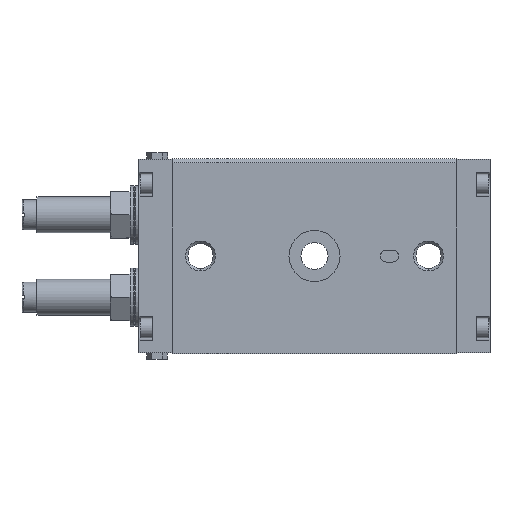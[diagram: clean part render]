
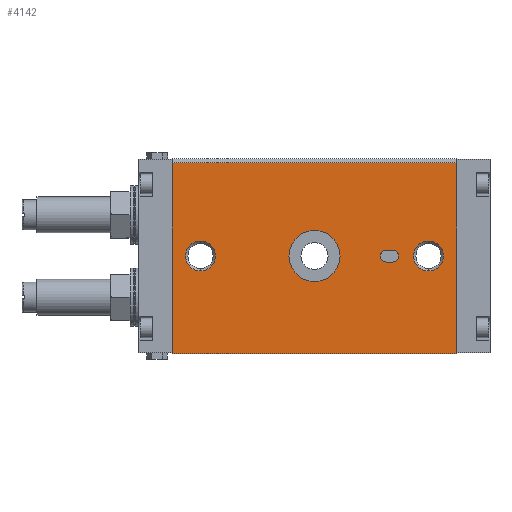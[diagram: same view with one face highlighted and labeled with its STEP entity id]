
A CAD part, front view. The second image highlights one B-rep face of the part: STEP entity #4142.
In plain terms, the highlighted planar face has unit normal (0, -1, 0).
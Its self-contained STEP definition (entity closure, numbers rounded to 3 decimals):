
#84 = CARTESIAN_POINT ( 'NONE',  ( 24., 0., -2. ) ) ;
#119 = CARTESIAN_POINT ( 'NONE',  ( 38., 0., -5. ) ) ;
#165 = EDGE_CURVE ( 'NONE', #379, #10623, #1368, .T. ) ;
#188 = EDGE_CURVE ( 'NONE', #9000, #5095, #3546, .T. ) ;
#224 = EDGE_LOOP ( 'NONE', ( #3737, #12993, #3475, #10564 ) ) ;
#341 = VECTOR ( 'NONE', #7157, 1000. ) ;
#379 = VERTEX_POINT ( 'NONE', #6440 ) ;
#539 = VECTOR ( 'NONE', #10726, 1000. ) ;
#640 = CARTESIAN_POINT ( 'NONE',  ( -38., 0., 0. ) ) ;
#841 = CIRCLE ( 'NONE', #2116, 2. ) ;
#1001 = CARTESIAN_POINT ( 'NONE',  ( 0., 0., 0. ) ) ;
#1136 = CARTESIAN_POINT ( 'NONE',  ( 47.5, 0., 31.086 ) ) ;
#1368 = LINE ( 'NONE', #10578, #4217 ) ;
#1412 = VERTEX_POINT ( 'NONE', #10182 ) ;
#1515 = DIRECTION ( 'NONE',  ( -1., 0., 0. ) ) ;
#1683 = FACE_BOUND ( 'NONE', #7411, .T. ) ;
#1733 = DIRECTION ( 'NONE',  ( 0., 0., 1. ) ) ;
#2081 = DIRECTION ( 'NONE',  ( 0., 0., -1. ) ) ;
#2094 = DIRECTION ( 'NONE',  ( 0., -1., 0. ) ) ;
#2116 = AXIS2_PLACEMENT_3D ( 'NONE', #11509, #5077, #12578 ) ;
#2138 = CIRCLE ( 'NONE', #2702, 2. ) ;
#2208 = DIRECTION ( 'NONE',  ( 0., 1., 0. ) ) ;
#2324 = EDGE_CURVE ( 'NONE', #12745, #1412, #8905, .T. ) ;
#2327 = AXIS2_PLACEMENT_3D ( 'NONE', #8626, #2208, #9696 ) ;
#2345 = EDGE_CURVE ( 'NONE', #1412, #10623, #11418, .T. ) ;
#2348 = ORIENTED_EDGE ( 'NONE', *, *, #2324, .F. ) ;
#2463 = EDGE_CURVE ( 'NONE', #13033, #3168, #841, .T. ) ;
#2572 = EDGE_CURVE ( 'NONE', #5095, #9000, #7726, .T. ) ;
#2665 = AXIS2_PLACEMENT_3D ( 'NONE', #9337, #2913, #10416 ) ;
#2693 = FACE_BOUND ( 'NONE', #224, .T. ) ;
#2702 = AXIS2_PLACEMENT_3D ( 'NONE', #9554, #3131, #10627 ) ;
#2897 = EDGE_LOOP ( 'NONE', ( #10977, #10966 ) ) ;
#2913 = DIRECTION ( 'NONE',  ( 0., 1., 0. ) ) ;
#3031 = ORIENTED_EDGE ( 'NONE', *, *, #165, .T. ) ;
#3131 = DIRECTION ( 'NONE',  ( 0., -1., 0. ) ) ;
#3168 = VERTEX_POINT ( 'NONE', #7859 ) ;
#3252 = LINE ( 'NONE', #4702, #11479 ) ;
#3294 = DIRECTION ( 'NONE',  ( 0., 0., 1. ) ) ;
#3475 = ORIENTED_EDGE ( 'NONE', *, *, #12718, .F. ) ;
#3546 = CIRCLE ( 'NONE', #12404, 8.5 ) ;
#3737 = ORIENTED_EDGE ( 'NONE', *, *, #5541, .F. ) ;
#3836 = EDGE_CURVE ( 'NONE', #12647, #4755, #13251, .T. ) ;
#3906 = ORIENTED_EDGE ( 'NONE', *, *, #2345, .F. ) ;
#4142 = ADVANCED_FACE ( 'NONE', ( #1683, #9919, #12761, #2693, #4197 ), #9725, .F. ) ;
#4197 = FACE_OUTER_BOUND ( 'NONE', #13294, .T. ) ;
#4217 = VECTOR ( 'NONE', #5238, 1000. ) ;
#4255 = VECTOR ( 'NONE', #6530, 1000. ) ;
#4564 = DIRECTION ( 'NONE',  ( 0., 0., 1. ) ) ;
#4606 = CARTESIAN_POINT ( 'NONE',  ( 24., 0., 2. ) ) ;
#4702 = CARTESIAN_POINT ( 'NONE',  ( 26., 0., 2. ) ) ;
#4755 = VERTEX_POINT ( 'NONE', #119 ) ;
#4982 = CARTESIAN_POINT ( 'NONE',  ( 0., 0., -8.5 ) ) ;
#5077 = DIRECTION ( 'NONE',  ( 0., -1., 0. ) ) ;
#5095 = VERTEX_POINT ( 'NONE', #4982 ) ;
#5178 = CIRCLE ( 'NONE', #9531, 5. ) ;
#5238 = DIRECTION ( 'NONE',  ( -1., 0., 0. ) ) ;
#5287 = AXIS2_PLACEMENT_3D ( 'NONE', #1136, #6504, #3294 ) ;
#5351 = CARTESIAN_POINT ( 'NONE',  ( -38., 0., -5. ) ) ;
#5486 = VERTEX_POINT ( 'NONE', #5351 ) ;
#5541 = EDGE_CURVE ( 'NONE', #9817, #13033, #9976, .T. ) ;
#5919 = CARTESIAN_POINT ( 'NONE',  ( 38., 0., 0. ) ) ;
#6101 = ORIENTED_EDGE ( 'NONE', *, *, #6886, .F. ) ;
#6269 = LINE ( 'NONE', #9658, #539 ) ;
#6336 = VERTEX_POINT ( 'NONE', #13255 ) ;
#6430 = CIRCLE ( 'NONE', #8416, 5. ) ;
#6440 = CARTESIAN_POINT ( 'NONE',  ( 47.5, 0., 31.086 ) ) ;
#6504 = DIRECTION ( 'NONE',  ( 0., 1., 0. ) ) ;
#6530 = DIRECTION ( 'NONE',  ( 1., 0., 0. ) ) ;
#6641 = EDGE_LOOP ( 'NONE', ( #6744, #8342 ) ) ;
#6744 = ORIENTED_EDGE ( 'NONE', *, *, #2572, .F. ) ;
#6886 = EDGE_CURVE ( 'NONE', #379, #12745, #6269, .T. ) ;
#7030 = EDGE_CURVE ( 'NONE', #4755, #12647, #6430, .T. ) ;
#7157 = DIRECTION ( 'NONE',  ( -1., 0., 0. ) ) ;
#7411 = EDGE_LOOP ( 'NONE', ( #11904, #7807 ) ) ;
#7726 = CIRCLE ( 'NONE', #11455, 8.5 ) ;
#7807 = ORIENTED_EDGE ( 'NONE', *, *, #3836, .T. ) ;
#7859 = CARTESIAN_POINT ( 'NONE',  ( 26., 0., 2. ) ) ;
#8157 = DIRECTION ( 'NONE',  ( 0., 1., 0. ) ) ;
#8217 = DIRECTION ( 'NONE',  ( 0., 0., 1. ) ) ;
#8342 = ORIENTED_EDGE ( 'NONE', *, *, #188, .F. ) ;
#8416 = AXIS2_PLACEMENT_3D ( 'NONE', #5919, #10993, #4564 ) ;
#8506 = DIRECTION ( 'NONE',  ( 0., -1., 0. ) ) ;
#8519 = CARTESIAN_POINT ( 'NONE',  ( 0., 0., 0. ) ) ;
#8626 = CARTESIAN_POINT ( 'NONE',  ( -38., 0., 0. ) ) ;
#8905 = LINE ( 'NONE', #13527, #341 ) ;
#9000 = VERTEX_POINT ( 'NONE', #9983 ) ;
#9295 = CARTESIAN_POINT ( 'NONE',  ( -47.5, 0., -32.25 ) ) ;
#9337 = CARTESIAN_POINT ( 'NONE',  ( 38., 0., 0. ) ) ;
#9531 = AXIS2_PLACEMENT_3D ( 'NONE', #640, #8157, #1733 ) ;
#9554 = CARTESIAN_POINT ( 'NONE',  ( 24., 0., 0. ) ) ;
#9594 = DIRECTION ( 'NONE',  ( 0., 0., -1. ) ) ;
#9658 = CARTESIAN_POINT ( 'NONE',  ( 47.5, 0., 31.086 ) ) ;
#9696 = DIRECTION ( 'NONE',  ( 0., 0., 1. ) ) ;
#9725 = PLANE ( 'NONE',  #5287 ) ;
#9817 = VERTEX_POINT ( 'NONE', #13575 ) ;
#9836 = CARTESIAN_POINT ( 'NONE',  ( -47.5, 0., 31.086 ) ) ;
#9919 = FACE_BOUND ( 'NONE', #2897, .T. ) ;
#9976 = LINE ( 'NONE', #84, #4255 ) ;
#9983 = CARTESIAN_POINT ( 'NONE',  ( 0., 0., 8.5 ) ) ;
#10037 = EDGE_CURVE ( 'NONE', #5486, #6336, #10688, .T. ) ;
#10182 = CARTESIAN_POINT ( 'NONE',  ( -47.5, 0., -32.5 ) ) ;
#10416 = DIRECTION ( 'NONE',  ( 0., 0., 1. ) ) ;
#10476 = EDGE_CURVE ( 'NONE', #12645, #9817, #2138, .T. ) ;
#10564 = ORIENTED_EDGE ( 'NONE', *, *, #2463, .F. ) ;
#10578 = CARTESIAN_POINT ( 'NONE',  ( 47.5, 0., 31.086 ) ) ;
#10623 = VERTEX_POINT ( 'NONE', #9836 ) ;
#10627 = DIRECTION ( 'NONE',  ( 0., 0., -1. ) ) ;
#10688 = CIRCLE ( 'NONE', #2327, 5. ) ;
#10726 = DIRECTION ( 'NONE',  ( 0., 0., -1. ) ) ;
#10966 = ORIENTED_EDGE ( 'NONE', *, *, #13507, .T. ) ;
#10977 = ORIENTED_EDGE ( 'NONE', *, *, #10037, .T. ) ;
#10993 = DIRECTION ( 'NONE',  ( 0., 1., 0. ) ) ;
#11083 = VECTOR ( 'NONE', #8217, 1000. ) ;
#11418 = LINE ( 'NONE', #9295, #11083 ) ;
#11455 = AXIS2_PLACEMENT_3D ( 'NONE', #1001, #8506, #2081 ) ;
#11479 = VECTOR ( 'NONE', #1515, 1000. ) ;
#11509 = CARTESIAN_POINT ( 'NONE',  ( 26., 0., 0. ) ) ;
#11774 = CARTESIAN_POINT ( 'NONE',  ( 26., 0., -2. ) ) ;
#11904 = ORIENTED_EDGE ( 'NONE', *, *, #7030, .T. ) ;
#12108 = CARTESIAN_POINT ( 'NONE',  ( 38., 0., 5. ) ) ;
#12254 = CARTESIAN_POINT ( 'NONE',  ( 47.5, 0., -32.5 ) ) ;
#12404 = AXIS2_PLACEMENT_3D ( 'NONE', #8519, #2094, #9594 ) ;
#12578 = DIRECTION ( 'NONE',  ( 0., 0., -1. ) ) ;
#12645 = VERTEX_POINT ( 'NONE', #4606 ) ;
#12647 = VERTEX_POINT ( 'NONE', #12108 ) ;
#12718 = EDGE_CURVE ( 'NONE', #3168, #12645, #3252, .T. ) ;
#12745 = VERTEX_POINT ( 'NONE', #12254 ) ;
#12761 = FACE_BOUND ( 'NONE', #6641, .T. ) ;
#12993 = ORIENTED_EDGE ( 'NONE', *, *, #10476, .F. ) ;
#13033 = VERTEX_POINT ( 'NONE', #11774 ) ;
#13251 = CIRCLE ( 'NONE', #2665, 5. ) ;
#13255 = CARTESIAN_POINT ( 'NONE',  ( -38., 0., 5. ) ) ;
#13294 = EDGE_LOOP ( 'NONE', ( #6101, #3031, #3906, #2348 ) ) ;
#13507 = EDGE_CURVE ( 'NONE', #6336, #5486, #5178, .T. ) ;
#13527 = CARTESIAN_POINT ( 'NONE',  ( -47.5, 0., -32.5 ) ) ;
#13575 = CARTESIAN_POINT ( 'NONE',  ( 24., 0., -2. ) ) ;
